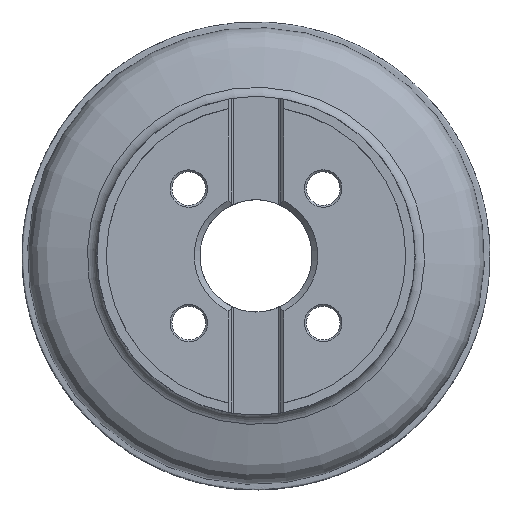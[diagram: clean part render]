
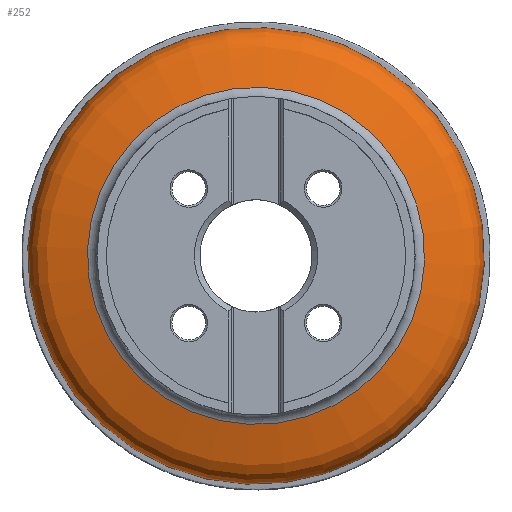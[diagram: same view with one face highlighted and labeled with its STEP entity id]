
A CAD part, top view. The second image highlights one B-rep face of the part: STEP entity #252.
In plain terms, the highlighted face is a revolution surface.
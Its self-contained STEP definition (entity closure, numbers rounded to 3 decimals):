
#118=SURFACE_OF_REVOLUTION('',#120,#119);
#119=AXIS1_PLACEMENT('',#1768,#1442);
#120=B_SPLINE_CURVE_WITH_KNOTS('',3,(#1764,#1765,#1766,#1767),
 .UNSPECIFIED.,.F.,.F.,(4,4),(0.,1.),.UNSPECIFIED.);
#252=ADVANCED_FACE('CN_SU3',(#348,#349),#118,.T.);
#348=FACE_BOUND('',#431,.T.);
#349=FACE_BOUND('',#432,.T.);
#431=EDGE_LOOP('',(#548));
#432=EDGE_LOOP('',(#549));
#548=ORIENTED_EDGE('',*,*,#827,.F.);
#549=ORIENTED_EDGE('',*,*,#828,.T.);
#743=VERTEX_POINT('',#1754);
#744=VERTEX_POINT('',#1762);
#827=EDGE_CURVE('',#743,#743,#920,.T.);
#828=EDGE_CURVE('',#744,#744,#921,.T.);
#920=CIRCLE('',#1212,122.);
#921=CIRCLE('',#1219,90.072);
#1212=AXIS2_PLACEMENT_3D('',#1753,#1424,#1425);
#1219=AXIS2_PLACEMENT_3D('',#1761,#1438,#1439);
#1424=DIRECTION('',(0.,0.,-1.));
#1425=DIRECTION('',(-0.132,0.991,0.));
#1438=DIRECTION('',(0.,0.,-1.));
#1439=DIRECTION('',(-0.132,0.991,0.));
#1442=DIRECTION('',(0.,0.,-1.));
#1753=CARTESIAN_POINT('',(0.,0.,-46.));
#1754=CARTESIAN_POINT('',(-16.063,120.938,-46.));
#1761=CARTESIAN_POINT('',(0.,0.,-22.445));
#1762=CARTESIAN_POINT('',(-11.859,89.288,-22.445));
#1764=CARTESIAN_POINT('',(-90.072,0.,-22.445));
#1765=CARTESIAN_POINT('',(-105.518,0.,-28.519));
#1766=CARTESIAN_POINT('',(-122.,0.,-25.82));
#1767=CARTESIAN_POINT('',(-122.,0.,-46.));
#1768=CARTESIAN_POINT('',(0.,0.,
25.708));
